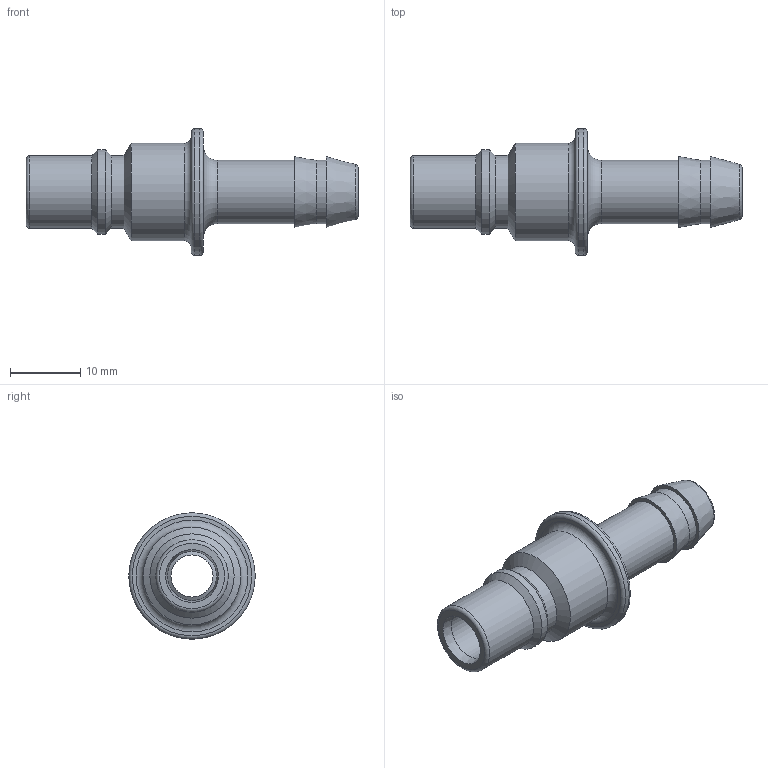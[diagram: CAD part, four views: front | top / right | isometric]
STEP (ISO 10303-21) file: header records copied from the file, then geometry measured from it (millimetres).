
FILE_DESCRIPTION(/* description */ ('48SFTF13FXX-54119'),/* implementation_level */ '2;1');
FILE_NAME(/* name */ '48SFTF09FXX.stp',/* time_stamp */ '2017-07-17T09:38:22+02:00',/* author */ ('528268'),/* organization */ (''),/* preprocessor_version */ 'ST-DEVELOPER v16.1',/* originating_system */ 'Autodesk Inventor 2016',/* authorisation */ '');
FILE_SCHEMA (('AUTOMOTIVE_DESIGN { 1 0 10303 214 3 1 1 }'));
Length unit declared in the file: millimetre
Products named in the file (1): 48SFTF09FXX
Bounding box: 47.25 x 18 x 18 mm (x, y, z)
Volume: 2961.5 mm3; surface area: 2956.1 mm2
Topology: 1 solids, 1 shells, 28 faces, 50 edges, 28 vertices
Faces by surface type: cylinder 9, cone 7, torus 6, plane 6
Full cylindrical faces by diameter (mm): 6 x1, 7 x1, 9 x2, 10.3 x1, 10.4 x1, 12 x1, 13.9 x1, 18 x1
Entity records: 592 total; most frequent: DIRECTION 114, CARTESIAN_POINT 85, AXIS2_PLACEMENT_3D 57, EDGE_LOOP 56, ORIENTED_EDGE 56, FACE_BOUND 28, FACE_OUTER_BOUND 28, CIRCLE 28
